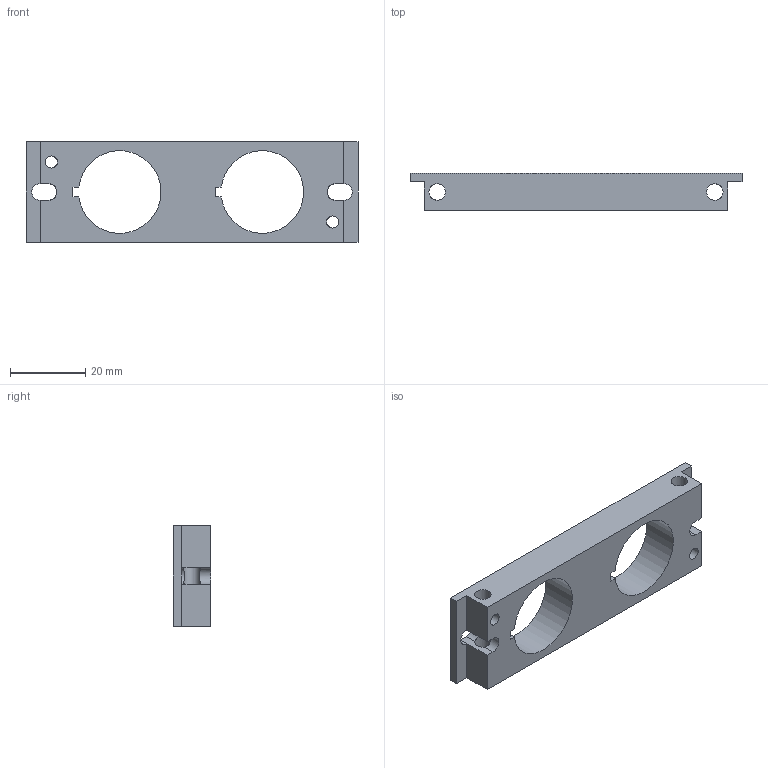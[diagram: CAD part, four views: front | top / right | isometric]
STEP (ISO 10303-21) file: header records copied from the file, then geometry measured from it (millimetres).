
FILE_DESCRIPTION(/* description */ ('STEP AP214'),/* implementation_level */ '2;1');
FILE_NAME(/* name */ '10392_APL-2N-GRPX2',/* time_stamp */ '2024-08-05T14:21:26+02:00',/* author */ ('License CC BY-ND 4.0'),/* organization */ ('CADENAS'),/* preprocessor_version */ 'ST-DEVELOPER v19.3',/* originating_system */ 'PARTsolutions',/* authorisation */ ' ');
FILE_SCHEMA (('AUTOMOTIVE_DESIGN {1 0 10303 214 3 1 1}'));
Length unit declared in the file: millimetre
Products named in the file (1): 10392 APL-2N-GRPX2
Bounding box: 88.5 x 10 x 26.8 mm (x, y, z)
Volume: 13233.9 mm3; surface area: 7528.7 mm2
Topology: 1 solids, 1 shells, 38 faces, 121 edges, 80 vertices
Faces by surface type: plane 22, cylinder 14, cone 2
Full cylindrical faces by diameter (mm): 3.242 x4, 4.4 x2
Entity records: 1446 total; most frequent: CARTESIAN_POINT 339, ORIENTED_EDGE 220, DIRECTION 206, EDGE_CURVE 110, VERTEX_POINT 78, LINE 76, VECTOR 76, EDGE_LOOP 66
